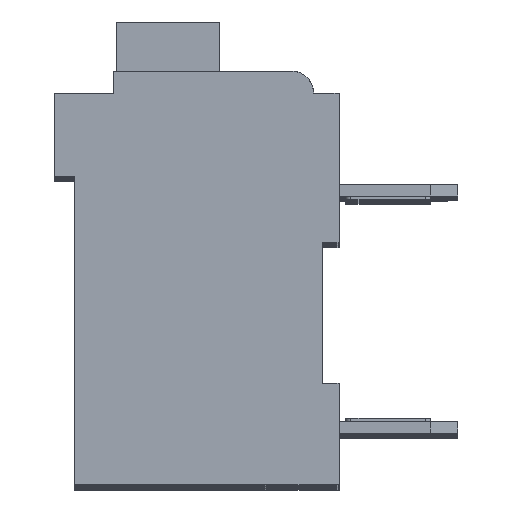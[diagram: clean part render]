
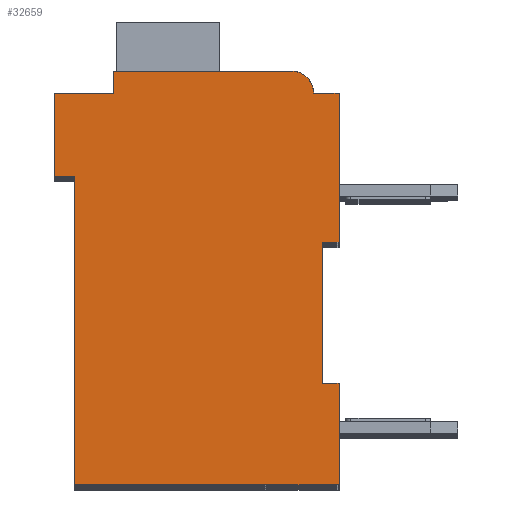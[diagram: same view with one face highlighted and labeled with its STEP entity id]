
A CAD part, top view. The second image highlights one B-rep face of the part: STEP entity #32659.
In plain terms, the highlighted planar face has unit normal (0, 0, 1).
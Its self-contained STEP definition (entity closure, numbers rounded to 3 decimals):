
#5862=DIRECTION('',(1.,0.,0.));
#5863=VECTOR('',#5862,0.5);
#5864=CARTESIAN_POINT('',(7.3,7.15,2.1));
#5865=LINE('',#5864,#5863);
#5866=DIRECTION('',(0.,1.,0.));
#5867=VECTOR('',#5866,4.15);
#5868=CARTESIAN_POINT('',(7.3,3.,2.1));
#5869=LINE('',#5868,#5867);
#5870=DIRECTION('',(-1.,0.,0.));
#5871=VECTOR('',#5870,0.5);
#5872=CARTESIAN_POINT('',(7.8,3.,2.1));
#5873=LINE('',#5872,#5871);
#5874=DIRECTION('',(0.,1.,0.));
#5875=VECTOR('',#5874,3.);
#5876=CARTESIAN_POINT('',(7.8,0.,2.1));
#5877=LINE('',#5876,#5875);
#5878=DIRECTION('',(1.,0.,0.));
#5879=VECTOR('',#5878,7.8);
#5880=CARTESIAN_POINT('',(0.,0.,2.1));
#5881=LINE('',#5880,#5879);
#5882=DIRECTION('',(0.,-1.,0.));
#5883=VECTOR('',#5882,9.1);
#5884=CARTESIAN_POINT('',(0.,9.1,2.1));
#5885=LINE('',#5884,#5883);
#5886=DIRECTION('',(1.,0.,0.));
#5887=VECTOR('',#5886,0.6);
#5888=CARTESIAN_POINT('',(-0.6,9.1,2.1));
#5889=LINE('',#5888,#5887);
#5890=DIRECTION('',(0.,-1.,0.));
#5891=VECTOR('',#5890,2.45);
#5892=CARTESIAN_POINT('',(-0.6,11.55,2.1));
#5893=LINE('',#5892,#5891);
#5894=DIRECTION('',(-1.,0.,0.));
#5895=VECTOR('',#5894,1.75);
#5896=CARTESIAN_POINT('',(1.15,11.55,2.1));
#5897=LINE('',#5896,#5895);
#5898=DIRECTION('',(0.,-1.,0.));
#5899=VECTOR('',#5898,0.65);
#5900=CARTESIAN_POINT('',(1.15,12.2,2.1));
#5901=LINE('',#5900,#5899);
#5902=DIRECTION('',(-1.,0.,0.));
#5903=VECTOR('',#5902,5.25);
#5904=CARTESIAN_POINT('',(6.4,12.2,2.1));
#5905=LINE('',#5904,#5903);
#5906=CARTESIAN_POINT('',(6.4,11.55,2.1));
#5907=DIRECTION('',(0.,0.,1.));
#5908=DIRECTION('',(1.,0.,0.));
#5909=AXIS2_PLACEMENT_3D('',#5906,#5907,#5908);
#5911=DIRECTION('',(-1.,0.,0.));
#5912=VECTOR('',#5911,0.75);
#5913=CARTESIAN_POINT('',(7.8,11.55,2.1));
#5914=LINE('',#5913,#5912);
#5915=DIRECTION('',(0.,1.,0.));
#5916=VECTOR('',#5915,4.4);
#5917=CARTESIAN_POINT('',(7.8,7.15,2.1));
#5918=LINE('',#5917,#5916);
#21279=CARTESIAN_POINT('',(7.3,7.15,2.1));
#21280=CARTESIAN_POINT('',(7.8,7.15,2.1));
#21281=VERTEX_POINT('',#21279);
#21282=VERTEX_POINT('',#21280);
#21283=CARTESIAN_POINT('',(7.8,11.55,2.1));
#21284=VERTEX_POINT('',#21283);
#21285=CARTESIAN_POINT('',(7.05,11.55,2.1));
#21286=VERTEX_POINT('',#21285);
#21287=CARTESIAN_POINT('',(6.4,12.2,2.1));
#21288=VERTEX_POINT('',#21287);
#21289=CARTESIAN_POINT('',(1.15,12.2,2.1));
#21290=VERTEX_POINT('',#21289);
#21291=CARTESIAN_POINT('',(1.15,11.55,2.1));
#21292=VERTEX_POINT('',#21291);
#21293=CARTESIAN_POINT('',(-0.6,11.55,2.1));
#21294=VERTEX_POINT('',#21293);
#21295=CARTESIAN_POINT('',(-0.6,9.1,2.1));
#21296=VERTEX_POINT('',#21295);
#21297=CARTESIAN_POINT('',(0.,9.1,2.1));
#21298=VERTEX_POINT('',#21297);
#21299=CARTESIAN_POINT('',(0.,0.,2.1));
#21300=VERTEX_POINT('',#21299);
#21301=CARTESIAN_POINT('',(7.8,0.,2.1));
#21302=VERTEX_POINT('',#21301);
#21303=CARTESIAN_POINT('',(7.8,3.,2.1));
#21304=VERTEX_POINT('',#21303);
#21305=CARTESIAN_POINT('',(7.3,3.,2.1));
#21306=VERTEX_POINT('',#21305);
#32635=CARTESIAN_POINT('',(0.,0.,2.1));
#32636=DIRECTION('',(0.,0.,1.));
#32637=DIRECTION('',(1.,0.,0.));
#32638=AXIS2_PLACEMENT_3D('',#32635,#32636,#32637);
#32639=PLANE('',#32638);
#32640=ORIENTED_EDGE('',*,*,#27976,.F.);
#32641=ORIENTED_EDGE('',*,*,#29028,.F.);
#32643=ORIENTED_EDGE('',*,*,#32642,.F.);
#32645=ORIENTED_EDGE('',*,*,#32644,.F.);
#32647=ORIENTED_EDGE('',*,*,#32646,.F.);
#32648=ORIENTED_EDGE('',*,*,#29860,.F.);
#32649=ORIENTED_EDGE('',*,*,#30068,.F.);
#32650=ORIENTED_EDGE('',*,*,#30447,.F.);
#32651=ORIENTED_EDGE('',*,*,#30831,.F.);
#32652=ORIENTED_EDGE('',*,*,#30900,.F.);
#32653=ORIENTED_EDGE('',*,*,#31447,.F.);
#32654=ORIENTED_EDGE('',*,*,#32283,.F.);
#32655=ORIENTED_EDGE('',*,*,#32075,.F.);
#32656=ORIENTED_EDGE('',*,*,#28544,.F.);
#32657=EDGE_LOOP('',(#32640,#32641,#32643,#32645,#32647,#32648,#32649,#32650,
#32651,#32652,#32653,#32654,#32655,#32656));
#32658=FACE_OUTER_BOUND('',#32657,.F.);
#5910=CIRCLE('',#5909,0.65);
#27976=EDGE_CURVE('',#21281,#21282,#5865,.T.);
#28544=EDGE_CURVE('',#21282,#21284,#5918,.T.);
#29028=EDGE_CURVE('',#21306,#21281,#5869,.T.);
#29860=EDGE_CURVE('',#21298,#21300,#5885,.T.);
#30068=EDGE_CURVE('',#21296,#21298,#5889,.T.);
#30447=EDGE_CURVE('',#21294,#21296,#5893,.T.);
#30831=EDGE_CURVE('',#21292,#21294,#5897,.T.);
#30900=EDGE_CURVE('',#21290,#21292,#5901,.T.);
#31447=EDGE_CURVE('',#21288,#21290,#5905,.T.);
#32075=EDGE_CURVE('',#21284,#21286,#5914,.T.);
#32283=EDGE_CURVE('',#21286,#21288,#5910,.T.);
#32642=EDGE_CURVE('',#21304,#21306,#5873,.T.);
#32644=EDGE_CURVE('',#21302,#21304,#5877,.T.);
#32646=EDGE_CURVE('',#21300,#21302,#5881,.T.);
#32659=ADVANCED_FACE('',(#32658),#32639,.T.);
